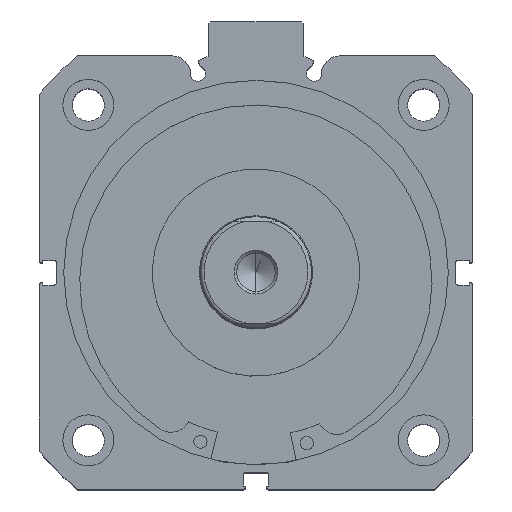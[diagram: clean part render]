
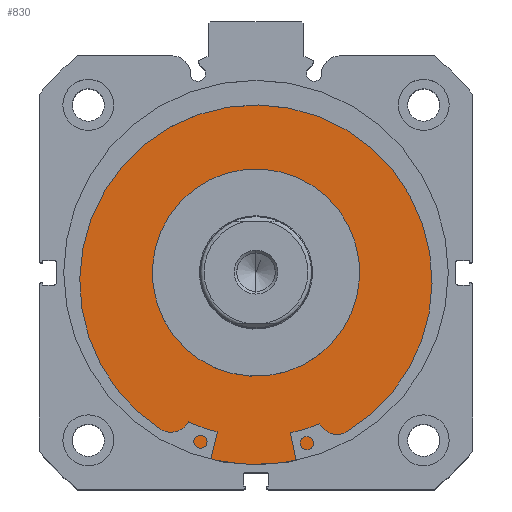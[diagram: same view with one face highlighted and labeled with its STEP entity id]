
A CAD part, top view. The second image highlights one B-rep face of the part: STEP entity #830.
In plain terms, the highlighted face is planar.
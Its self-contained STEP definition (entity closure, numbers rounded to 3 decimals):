
#116 = ORIENTED_EDGE ( 'NONE', *, *, #3419, .T. ) ;
#117 = ORIENTED_EDGE ( 'NONE', *, *, #3047, .T. ) ;
#139 = ORIENTED_EDGE ( 'NONE', *, *, #3422, .F. ) ;
#145 = ORIENTED_EDGE ( 'NONE', *, *, #3435, .F. ) ;
#830 = ADVANCED_FACE ( 'NONE', ( #2518, #2523 ), #6325, .F. ) ;
#1062 = VERTEX_POINT ( 'NONE', #6558 ) ;
#1063 = VERTEX_POINT ( 'NONE', #6557 ) ;
#1068 = VERTEX_POINT ( 'NONE', #6552 ) ;
#1070 = VERTEX_POINT ( 'NONE', #6550 ) ;
#1676 = EDGE_LOOP ( 'NONE', ( #145, #139 ) ) ;
#1951 = EDGE_LOOP ( 'NONE', ( #116, #117 ) ) ;
#2518 = FACE_BOUND ( 'NONE', #1676, .T. ) ;
#2523 = FACE_OUTER_BOUND ( 'NONE', #1951, .T. ) ;
#2976 = AXIS2_PLACEMENT_3D ( 'NONE', #6328, #6322, #6319 ) ;
#3047 = EDGE_CURVE ( 'NONE', #1068, #1070, #3805, .T. ) ;
#3183 = AXIS2_PLACEMENT_3D ( 'NONE', #6013, #6012, #6010 ) ;
#3217 = AXIS2_PLACEMENT_3D ( 'NONE', #4520, #4528, #4529 ) ;
#3219 = AXIS2_PLACEMENT_3D ( 'NONE', #4534, #4536, #4537 ) ;
#3227 = AXIS2_PLACEMENT_3D ( 'NONE', #4567, #4568, #4569 ) ;
#3419 = EDGE_CURVE ( 'NONE', #1070, #1068, #3917, .T. ) ;
#3422 = EDGE_CURVE ( 'NONE', #1063, #1062, #3923, .T. ) ;
#3435 = EDGE_CURVE ( 'NONE', #1062, #1063, #3942, .T. ) ;
#3805 = CIRCLE ( 'NONE', #3183, 51. ) ;
#3917 = CIRCLE ( 'NONE', #3217, 51. ) ;
#3923 = CIRCLE ( 'NONE', #3219, 27.5 ) ;
#3942 = CIRCLE ( 'NONE', #3227, 27.5 ) ;
#4520 = CARTESIAN_POINT ( 'NONE',  ( 5.5, 0., 0. ) ) ;
#4528 = DIRECTION ( 'NONE',  ( -1., 0., 0. ) ) ;
#4529 = DIRECTION ( 'NONE',  ( 0., 0., 1. ) ) ;
#4534 = CARTESIAN_POINT ( 'NONE',  ( 5.5, 0., 0. ) ) ;
#4536 = DIRECTION ( 'NONE',  ( -1., 0., 0. ) ) ;
#4537 = DIRECTION ( 'NONE',  ( 0., 0., 1. ) ) ;
#4567 = CARTESIAN_POINT ( 'NONE',  ( 5.5, 0., 0. ) ) ;
#4568 = DIRECTION ( 'NONE',  ( -1., 0., 0. ) ) ;
#4569 = DIRECTION ( 'NONE',  ( 0., 0., 1. ) ) ;
#6010 = DIRECTION ( 'NONE',  ( 0., 0., 1. ) ) ;
#6012 = DIRECTION ( 'NONE',  ( -1., 0., 0. ) ) ;
#6013 = CARTESIAN_POINT ( 'NONE',  ( 5.5, 0., 0. ) ) ;
#6319 = DIRECTION ( 'NONE',  ( 0., 0., -1. ) ) ;
#6322 = DIRECTION ( 'NONE',  ( 1., 0., 0. ) ) ;
#6325 = PLANE ( 'NONE',  #2976 ) ;
#6328 = CARTESIAN_POINT ( 'NONE',  ( 5.5, 51., 0. ) ) ;
#6550 = CARTESIAN_POINT ( 'NONE',  ( 5.5, 0., 51. ) ) ;
#6552 = CARTESIAN_POINT ( 'NONE',  ( 5.5, 0., -51. ) ) ;
#6557 = CARTESIAN_POINT ( 'NONE',  ( 5.5, 0., -27.5 ) ) ;
#6558 = CARTESIAN_POINT ( 'NONE',  ( 5.5, 0., 27.5 ) ) ;
